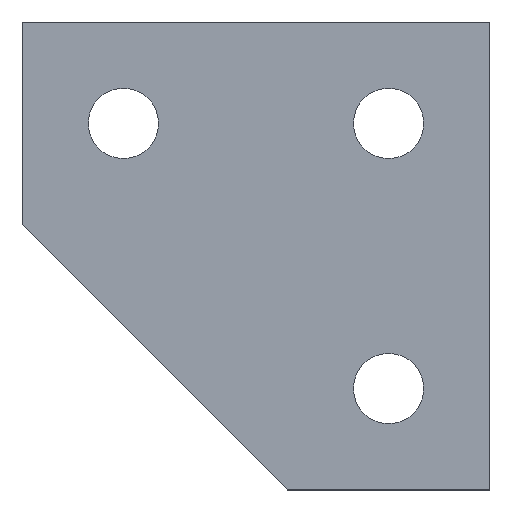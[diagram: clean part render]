
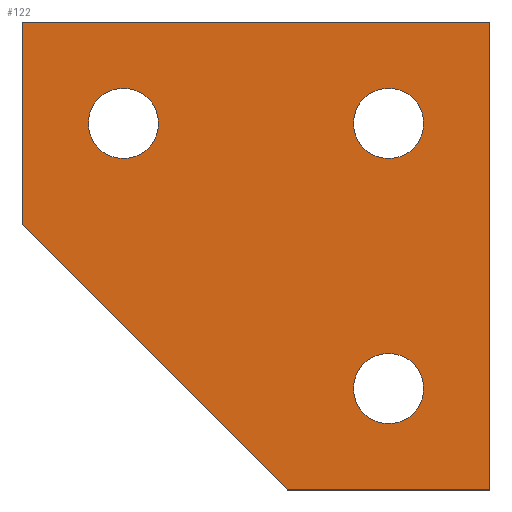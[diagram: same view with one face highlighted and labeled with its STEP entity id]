
A CAD part, top view. The second image highlights one B-rep face of the part: STEP entity #122.
In plain terms, the highlighted planar face has unit normal (0, 0, 1).
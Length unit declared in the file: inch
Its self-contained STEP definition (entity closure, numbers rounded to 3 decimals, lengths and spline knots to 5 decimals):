
#122=ADVANCED_FACE('',(#230,#231,#232,#233),#234,.T.);
#230=FACE_BOUND('',#449,.T.);
#231=FACE_BOUND('',#450,.T.);
#232=FACE_BOUND('',#451,.T.);
#233=FACE_OUTER_BOUND('',#452,.T.);
#234=PLANE('',#453);
#449=EDGE_LOOP('',(#637,#638,#639,#640));
#450=EDGE_LOOP('',(#641,#642,#643,#644));
#451=EDGE_LOOP('',(#645,#646,#647,#648));
#452=EDGE_LOOP('',(#649,#650,#651,#652,#653));
#453=AXIS2_PLACEMENT_3D('',#654,#655,#656);
#637=ORIENTED_EDGE('',*,*,#750,.F.);
#638=ORIENTED_EDGE('',*,*,#721,.F.);
#639=ORIENTED_EDGE('',*,*,#751,.F.);
#640=ORIENTED_EDGE('',*,*,#702,.F.);
#641=ORIENTED_EDGE('',*,*,#752,.F.);
#642=ORIENTED_EDGE('',*,*,#744,.F.);
#643=ORIENTED_EDGE('',*,*,#707,.F.);
#644=ORIENTED_EDGE('',*,*,#741,.F.);
#645=ORIENTED_EDGE('',*,*,#716,.F.);
#646=ORIENTED_EDGE('',*,*,#753,.F.);
#647=ORIENTED_EDGE('',*,*,#754,.F.);
#648=ORIENTED_EDGE('',*,*,#755,.F.);
#649=ORIENTED_EDGE('',*,*,#747,.F.);
#650=ORIENTED_EDGE('',*,*,#756,.F.);
#651=ORIENTED_EDGE('',*,*,#697,.F.);
#652=ORIENTED_EDGE('',*,*,#712,.F.);
#653=ORIENTED_EDGE('',*,*,#738,.F.);
#654=CARTESIAN_POINT('',(1.05635,-0.00617,0.125));
#655=DIRECTION('',(0.0,0.0,1.0));
#656=DIRECTION('',(1.0,0.0,0.0));
#697=EDGE_CURVE('',#768,#769,#770,.T.);
#702=EDGE_CURVE('',#777,#778,#779,.T.);
#707=EDGE_CURVE('',#786,#787,#788,.T.);
#712=EDGE_CURVE('',#795,#768,#796,.T.);
#716=EDGE_CURVE('',#801,#802,#803,.T.);
#721=EDGE_CURVE('',#810,#811,#812,.T.);
#738=EDGE_CURVE('',#837,#795,#838,.T.);
#741=EDGE_CURVE('',#841,#786,#842,.T.);
#744=EDGE_CURVE('',#787,#845,#846,.T.);
#747=EDGE_CURVE('',#849,#837,#850,.T.);
#750=EDGE_CURVE('',#811,#777,#853,.T.);
#751=EDGE_CURVE('',#778,#810,#854,.T.);
#752=EDGE_CURVE('',#845,#841,#855,.T.);
#753=EDGE_CURVE('',#856,#801,#857,.T.);
#754=EDGE_CURVE('',#858,#856,#859,.T.);
#755=EDGE_CURVE('',#802,#858,#860,.T.);
#756=EDGE_CURVE('',#769,#849,#861,.T.);
#768=VERTEX_POINT('',#873);
#769=VERTEX_POINT('',#874);
#770=LINE('',#875,#876);
#777=VERTEX_POINT('',#886);
#778=VERTEX_POINT('',#887);
#779=B_SPLINE_CURVE_WITH_KNOTS('',3,(#888,#889,#890,#891),.UNSPECIFIED.,.F.,.F.,(4,4),(0.0,1.0),.UNSPECIFIED.);
#786=VERTEX_POINT('',#903);
#787=VERTEX_POINT('',#904);
#788=B_SPLINE_CURVE_WITH_KNOTS('',3,(#905,#906,#907,#908),.UNSPECIFIED.,.F.,.F.,(4,4),(0.0,1.0),.UNSPECIFIED.);
#795=VERTEX_POINT('',#920);
#796=LINE('',#921,#922);
#801=VERTEX_POINT('',#929);
#802=VERTEX_POINT('',#930);
#803=B_SPLINE_CURVE_WITH_KNOTS('',3,(#931,#932,#933,#934),.UNSPECIFIED.,.F.,.F.,(4,4),(0.0,1.0),.UNSPECIFIED.);
#810=VERTEX_POINT('',#946);
#811=VERTEX_POINT('',#947);
#812=B_SPLINE_CURVE_WITH_KNOTS('',3,(#948,#949,#950,#951),.UNSPECIFIED.,.F.,.F.,(4,4),(0.0,1.0),.UNSPECIFIED.);
#837=VERTEX_POINT('',#1008);
#838=LINE('',#1009,#1010);
#841=VERTEX_POINT('',#1014);
#842=B_SPLINE_CURVE_WITH_KNOTS('',3,(#1015,#1016,#1017,#1018),.UNSPECIFIED.,.F.,.F.,(4,4),(0.0,1.0),.UNSPECIFIED.);
#845=VERTEX_POINT('',#1022);
#846=B_SPLINE_CURVE_WITH_KNOTS('',3,(#1023,#1024,#1025,#1026),.UNSPECIFIED.,.F.,.F.,(4,4),(0.0,1.0),.UNSPECIFIED.);
#849=VERTEX_POINT('',#1030);
#850=LINE('',#1031,#1032);
#853=B_SPLINE_CURVE_WITH_KNOTS('',3,(#1036,#1037,#1038,#1039),.UNSPECIFIED.,.F.,.F.,(4,4),(0.0,1.0),.UNSPECIFIED.);
#854=B_SPLINE_CURVE_WITH_KNOTS('',3,(#1040,#1041,#1042,#1043),.UNSPECIFIED.,.F.,.F.,(4,4),(0.0,1.0),.UNSPECIFIED.);
#855=B_SPLINE_CURVE_WITH_KNOTS('',3,(#1044,#1045,#1046,#1047),.UNSPECIFIED.,.F.,.F.,(4,4),(0.0,1.0),.UNSPECIFIED.);
#856=VERTEX_POINT('',#1048);
#857=B_SPLINE_CURVE_WITH_KNOTS('',3,(#1049,#1050,#1051,#1052),.UNSPECIFIED.,.F.,.F.,(4,4),(0.0,1.0),.UNSPECIFIED.);
#858=VERTEX_POINT('',#1053);
#859=B_SPLINE_CURVE_WITH_KNOTS('',3,(#1054,#1055,#1056,#1057),.UNSPECIFIED.,.F.,.F.,(4,4),(0.0,1.0),.UNSPECIFIED.);
#860=B_SPLINE_CURVE_WITH_KNOTS('',3,(#1058,#1059,#1060,#1061),.UNSPECIFIED.,.F.,.F.,(4,4),(0.0,1.0),.UNSPECIFIED.);
#861=LINE('',#1062,#1063);
#873=CARTESIAN_POINT('',(0.0,0.81251,0.125));
#874=CARTESIAN_POINT('',(1.87502,0.81251,0.125));
#875=CARTESIAN_POINT('',(1.87502,0.81251,0.125));
#876=VECTOR('',#1076,1.0);
#886=CARTESIAN_POINT('',(1.46874,-0.51563,0.125));
#887=CARTESIAN_POINT('',(1.32815,-0.65623,0.125));
#888=CARTESIAN_POINT('',(1.46874,-0.51563,0.125));
#889=CARTESIAN_POINT('',(1.39109,-0.51563,0.125));
#890=CARTESIAN_POINT('',(1.32815,-0.57858,0.125));
#891=CARTESIAN_POINT('',(1.32815,-0.65623,0.125));
#903=CARTESIAN_POINT('',(0.26563,0.40626,0.125));
#904=CARTESIAN_POINT('',(0.40624,0.26563,0.125));
#905=CARTESIAN_POINT('',(0.26563,0.40626,0.125));
#906=CARTESIAN_POINT('',(0.26563,0.32858,0.125));
#907=CARTESIAN_POINT('',(0.32859,0.26563,0.125));
#908=CARTESIAN_POINT('',(0.40624,0.26563,0.125));
#920=CARTESIAN_POINT('',(0.0,0.,0.125));
#921=CARTESIAN_POINT('',(0.0,0.81251,0.125));
#922=VECTOR('',#1084,1.0);
#929=CARTESIAN_POINT('',(1.6094,0.40626,0.125));
#930=CARTESIAN_POINT('',(1.46874,0.54688,0.125));
#931=CARTESIAN_POINT('',(1.6094,0.40626,0.125));
#932=CARTESIAN_POINT('',(1.6094,0.48392,0.125));
#933=CARTESIAN_POINT('',(1.54642,0.54688,0.125));
#934=CARTESIAN_POINT('',(1.46874,0.54688,0.125));
#946=CARTESIAN_POINT('',(1.46874,-0.79688,0.125));
#947=CARTESIAN_POINT('',(1.6094,-0.65623,0.125));
#948=CARTESIAN_POINT('',(1.46874,-0.79688,0.125));
#949=CARTESIAN_POINT('',(1.54642,-0.79688,0.125));
#950=CARTESIAN_POINT('',(1.6094,-0.73392,0.125));
#951=CARTESIAN_POINT('',(1.6094,-0.65623,0.125));
#1008=CARTESIAN_POINT('',(1.06252,-1.06252,0.125));
#1009=CARTESIAN_POINT('',(0.0,0.,0.125));
#1010=VECTOR('',#1094,1.0);
#1014=CARTESIAN_POINT('',(0.40624,0.54688,0.125));
#1015=CARTESIAN_POINT('',(0.40624,0.54688,0.125));
#1016=CARTESIAN_POINT('',(0.32859,0.54688,0.125));
#1017=CARTESIAN_POINT('',(0.26563,0.48392,0.125));
#1018=CARTESIAN_POINT('',(0.26563,0.40626,0.125));
#1022=CARTESIAN_POINT('',(0.54688,0.40626,0.125));
#1023=CARTESIAN_POINT('',(0.40624,0.26563,0.125));
#1024=CARTESIAN_POINT('',(0.48393,0.26563,0.125));
#1025=CARTESIAN_POINT('',(0.54688,0.32858,0.125));
#1026=CARTESIAN_POINT('',(0.54688,0.40626,0.125));
#1030=CARTESIAN_POINT('',(1.87502,-1.06252,0.125));
#1031=CARTESIAN_POINT('',(1.06252,-1.06252,0.125));
#1032=VECTOR('',#1098,1.0);
#1036=CARTESIAN_POINT('',(1.6094,-0.65623,0.125));
#1037=CARTESIAN_POINT('',(1.6094,-0.57858,0.125));
#1038=CARTESIAN_POINT('',(1.54642,-0.51563,0.125));
#1039=CARTESIAN_POINT('',(1.46874,-0.51563,0.125));
#1040=CARTESIAN_POINT('',(1.32815,-0.65623,0.125));
#1041=CARTESIAN_POINT('',(1.32815,-0.73392,0.125));
#1042=CARTESIAN_POINT('',(1.39109,-0.79688,0.125));
#1043=CARTESIAN_POINT('',(1.46874,-0.79688,0.125));
#1044=CARTESIAN_POINT('',(0.54688,0.40626,0.125));
#1045=CARTESIAN_POINT('',(0.54688,0.48392,0.125));
#1046=CARTESIAN_POINT('',(0.48393,0.54688,0.125));
#1047=CARTESIAN_POINT('',(0.40624,0.54688,0.125));
#1048=CARTESIAN_POINT('',(1.46874,0.26563,0.125));
#1049=CARTESIAN_POINT('',(1.46874,0.26563,0.125));
#1050=CARTESIAN_POINT('',(1.54642,0.26563,0.125));
#1051=CARTESIAN_POINT('',(1.6094,0.32858,0.125));
#1052=CARTESIAN_POINT('',(1.6094,0.40626,0.125));
#1053=CARTESIAN_POINT('',(1.32815,0.40626,0.125));
#1054=CARTESIAN_POINT('',(1.32815,0.40626,0.125));
#1055=CARTESIAN_POINT('',(1.32815,0.32858,0.125));
#1056=CARTESIAN_POINT('',(1.39109,0.26563,0.125));
#1057=CARTESIAN_POINT('',(1.46874,0.26563,0.125));
#1058=CARTESIAN_POINT('',(1.46874,0.54688,0.125));
#1059=CARTESIAN_POINT('',(1.39109,0.54688,0.125));
#1060=CARTESIAN_POINT('',(1.32815,0.48392,0.125));
#1061=CARTESIAN_POINT('',(1.32815,0.40626,0.125));
#1062=CARTESIAN_POINT('',(1.87502,-1.06252,0.125));
#1063=VECTOR('',#1100,1.0);
#1076=DIRECTION('',(1.0,0.0,0.0));
#1084=DIRECTION('',(0.0,1.0,0.0));
#1094=DIRECTION('',(-0.707,0.707,0.0));
#1098=DIRECTION('',(-1.0,-0.0,-0.0));
#1100=DIRECTION('',(-0.0,-1.0,-0.0));
